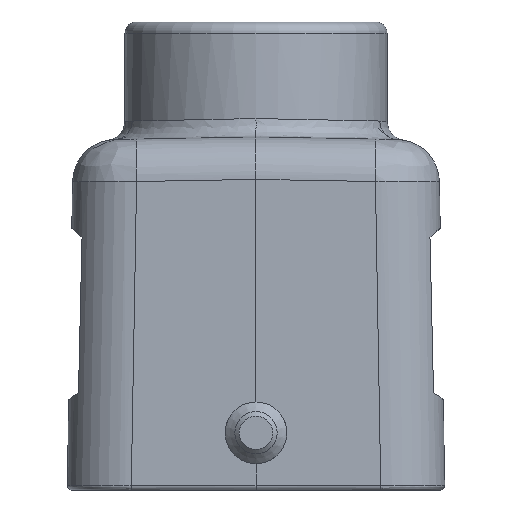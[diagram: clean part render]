
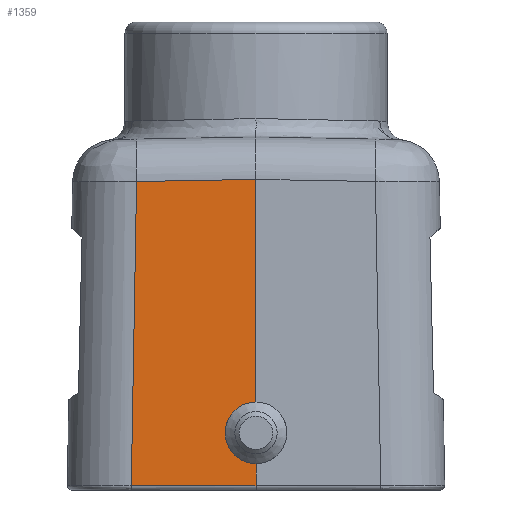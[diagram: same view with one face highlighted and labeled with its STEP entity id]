
A CAD part, front view. The second image highlights one B-rep face of the part: STEP entity #1359.
In plain terms, the highlighted planar face has unit normal (-0.018, -1, 0.017).
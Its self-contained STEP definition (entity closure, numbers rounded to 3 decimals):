
#863=ELLIPSE('',#7603,3.501,3.5);
#864=ELLIPSE('',#7604,1.5,1.5);
#965=FACE_OUTER_BOUND('',#3110,.T.);
#1359=ADVANCED_FACE('',(#965),#1787,.T.);
#1787=PLANE('',#7605);
#1982=LINE('',#9786,#2439);
#1983=LINE('',#9790,#2440);
#1984=LINE('',#9792,#2441);
#1985=LINE('',#9794,#2442);
#1986=LINE('',#9796,#2443);
#1987=LINE('',#9798,#2444);
#2439=VECTOR('',#8144,1.);
#2440=VECTOR('',#8147,1.);
#2441=VECTOR('',#8148,1.);
#2442=VECTOR('',#8149,1.);
#2443=VECTOR('',#8150,1.);
#2444=VECTOR('',#8151,1.);
#3110=EDGE_LOOP('',(#3667,#3668,#3669,#3670,#3671,#3672,#3673,#3674));
#3667=ORIENTED_EDGE('',*,*,#6473,.F.);
#3668=ORIENTED_EDGE('',*,*,#6474,.F.);
#3669=ORIENTED_EDGE('',*,*,#6475,.F.);
#3670=ORIENTED_EDGE('',*,*,#6476,.T.);
#3671=ORIENTED_EDGE('',*,*,#6477,.T.);
#3672=ORIENTED_EDGE('',*,*,#6478,.T.);
#3673=ORIENTED_EDGE('',*,*,#6479,.T.);
#3674=ORIENTED_EDGE('',*,*,#6480,.T.);
#5775=VERTEX_POINT('',#9784);
#5776=VERTEX_POINT('',#9785);
#5777=VERTEX_POINT('',#9787);
#5778=VERTEX_POINT('',#9789);
#5779=VERTEX_POINT('',#9791);
#5780=VERTEX_POINT('',#9793);
#5781=VERTEX_POINT('',#9795);
#5782=VERTEX_POINT('',#9797);
#6473=EDGE_CURVE('',#5775,#5776,#863,.T.);
#6474=EDGE_CURVE('',#5777,#5775,#1982,.T.);
#6475=EDGE_CURVE('',#5778,#5777,#864,.T.);
#6476=EDGE_CURVE('',#5778,#5779,#1983,.T.);
#6477=EDGE_CURVE('',#5779,#5780,#1984,.T.);
#6478=EDGE_CURVE('',#5780,#5781,#1985,.T.);
#6479=EDGE_CURVE('',#5781,#5782,#1986,.T.);
#6480=EDGE_CURVE('',#5782,#5776,#1987,.T.);
#7603=AXIS2_PLACEMENT_3D('',#9783,#8142,#8143);
#7604=AXIS2_PLACEMENT_3D('',#9788,#8145,#8146);
#7605=AXIS2_PLACEMENT_3D('',#9799,#8152,#8153);
#8142=DIRECTION('',(-0.017,-1.,0.017));
#8143=DIRECTION('',(-0.707,0.025,0.707));
#8144=DIRECTION('',(-0.707,0.,-0.707));
#8145=DIRECTION('',(-0.017,-1.,0.017));
#8146=DIRECTION('',(0.707,-0.025,-0.707));
#8147=DIRECTION('',(0.,0.017,1.));
#8148=DIRECTION('',(-1.,0.017,-0.017));
#8149=DIRECTION('',(-0.017,-0.017,-1.));
#8150=DIRECTION('',(1.,-0.017,0.));
#8151=DIRECTION('',(0.,0.017,1.));
#8152=DIRECTION('',(-0.017,-1.,0.017));
#8153=DIRECTION('',(1.,-0.017,0.));
#9783=CARTESIAN_POINT('',(0.,-29.786,33.5));
#9784=CARTESIAN_POINT('',(-2.475,-29.786,31.025));
#9785=CARTESIAN_POINT('',(0.,-29.847,30.));
#9786=CARTESIAN_POINT('',(16.78,-29.786,50.282));
#9787=CARTESIAN_POINT('',(-1.061,-29.786,32.439));
#9788=CARTESIAN_POINT('',(0.,-29.786,33.5));
#9789=CARTESIAN_POINT('',(0.,-29.76,35.));
#9790=CARTESIAN_POINT('',(0.,-29.2,67.058));
#9791=CARTESIAN_POINT('',(-0.012,-29.283,62.286));
#9792=CARTESIAN_POINT('',(0.084,-29.285,62.288));
#9793=CARTESIAN_POINT('',(-13.568,-29.051,62.049));
#9794=CARTESIAN_POINT('',(-14.164,-29.636,27.905));
#9795=CARTESIAN_POINT('',(-14.171,-29.643,27.509));
#9796=CARTESIAN_POINT('',(0.,-29.891,27.509));
#9797=CARTESIAN_POINT('',(0.,-29.891,27.509));
#9798=CARTESIAN_POINT('',(0.,-29.2,67.058));
#9799=CARTESIAN_POINT('',(0.002,-29.2,67.058));
